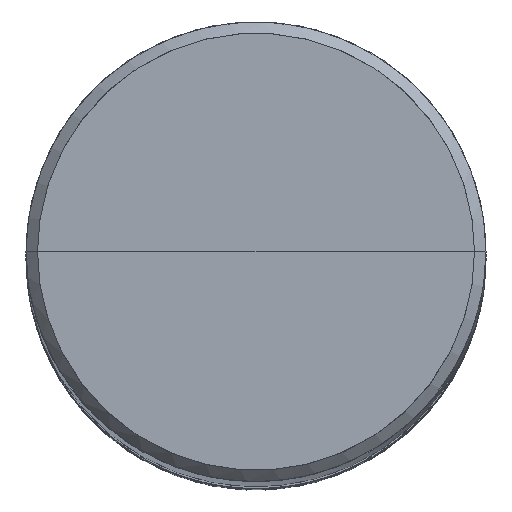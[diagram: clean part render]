
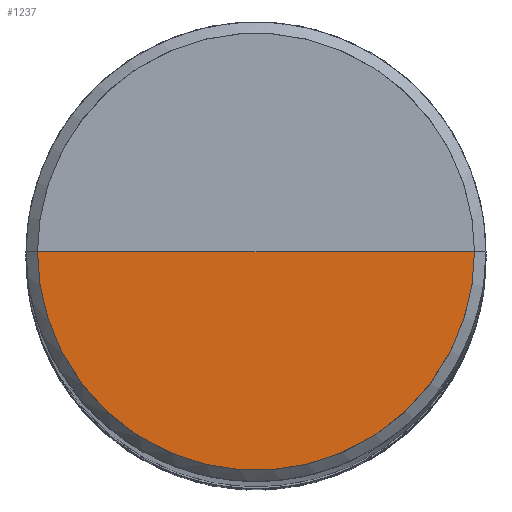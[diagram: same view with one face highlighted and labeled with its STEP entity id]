
A CAD part, top view. The second image highlights one B-rep face of the part: STEP entity #1237.
In plain terms, the highlighted free-form (B-spline) face has degree [1, 2] with [2, 5] control points.
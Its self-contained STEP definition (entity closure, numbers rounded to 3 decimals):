
#755=CARTESIAN_POINT('',(4.75,0.0,89.0));
#759=CARTESIAN_POINT('',(-4.75,0.0,89.0));
#760=CARTESIAN_POINT('',(0.0,0.0,89.0));
#776=CARTESIAN_POINT('',(-4.75,-4.75,89.0));
#777=CARTESIAN_POINT('',(0.0,-4.75,89.0));
#778=CARTESIAN_POINT('',(4.75,-4.75,89.0));
#1222=(
BOUNDED_SURFACE()
B_SPLINE_SURFACE(1,2,(
(#759,#776,#777,#778,#755),
(#760,#760,#760,#760,#760)
), .UNSPECIFIED.,.F.,.F.,.F.)
B_SPLINE_SURFACE_WITH_KNOTS((2,2),(3,2,3),(
0.0,1.0),(
0.0,0.5,1.0), .UNSPECIFIED.)
GEOMETRIC_REPRESENTATION_ITEM()
RATIONAL_B_SPLINE_SURFACE(((1.0,0.707,1.0,0.707,1.0),
(1.0,0.707,1.0,0.707,1.0)
))
REPRESENTATION_ITEM('')
SURFACE()
);
#1223=(
BOUNDED_CURVE()
B_SPLINE_CURVE(2,(#755,#778,#777,#776,#759),.UNSPECIFIED.,.F.,.F.)
B_SPLINE_CURVE_WITH_KNOTS((3,2,3),
(0.0,0.5,1.0),.UNSPECIFIED.)
CURVE()
GEOMETRIC_REPRESENTATION_ITEM()
RATIONAL_B_SPLINE_CURVE((1.0,0.707,1.0,0.707,1.0))
REPRESENTATION_ITEM('')
);
#1224=(
BOUNDED_CURVE()
B_SPLINE_CURVE(1,(#759,#760),.UNSPECIFIED.,.F.,.F.)
B_SPLINE_CURVE_WITH_KNOTS((2,2),
(0.0,1.0),.UNSPECIFIED.)
CURVE()
GEOMETRIC_REPRESENTATION_ITEM()
RATIONAL_B_SPLINE_CURVE((1.0,1.0))
REPRESENTATION_ITEM('')
);
#1225=(
BOUNDED_CURVE()
B_SPLINE_CURVE(1,(#760,#755),.UNSPECIFIED.,.F.,.F.)
B_SPLINE_CURVE_WITH_KNOTS((2,2),
(0.0,1.0),.UNSPECIFIED.)
CURVE()
GEOMETRIC_REPRESENTATION_ITEM()
RATIONAL_B_SPLINE_CURVE((1.0,1.0))
REPRESENTATION_ITEM('')
);
#1226=VERTEX_POINT('',#755);
#1227=VERTEX_POINT('',#759);
#1228=VERTEX_POINT('',#760);
#1229=EDGE_CURVE('',#1226,#1227,#1223,.T.);
#1230=EDGE_CURVE('',#1227,#1228,#1224,.T.);
#1231=EDGE_CURVE('',#1228,#1226,#1225,.T.);
#1232=ORIENTED_EDGE('',*,*,#1229,.T.);
#1233=ORIENTED_EDGE('',*,*,#1230,.T.);
#1234=ORIENTED_EDGE('',*,*,#1231,.T.);
#1235=EDGE_LOOP('',(#1232,#1233,#1234));
#1236=FACE_OUTER_BOUND('',#1235,.T.);
#1237=ADVANCED_FACE('',(#1236),#1222,.T.);
